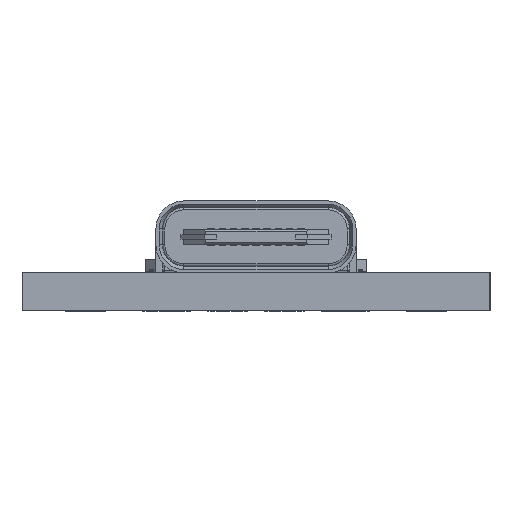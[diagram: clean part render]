
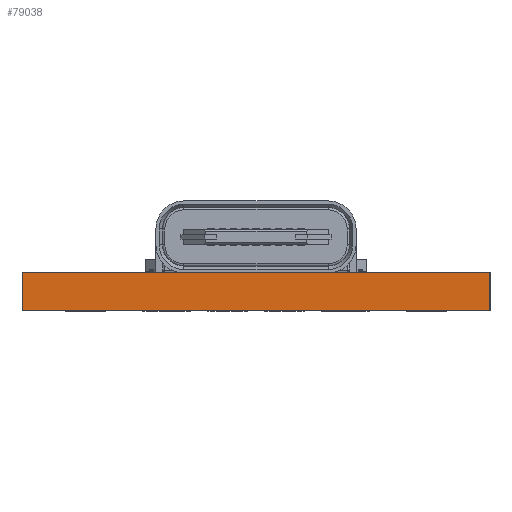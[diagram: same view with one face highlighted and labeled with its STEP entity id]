
A CAD part, left-side view. The second image highlights one B-rep face of the part: STEP entity #79038.
In plain terms, the highlighted planar face has unit normal (-1, 0, 0).
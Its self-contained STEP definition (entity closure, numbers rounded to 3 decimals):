
#9554=FACE_OUTER_BOUND('',#14189,.T.);
#14189=EDGE_LOOP('',(#59764,#59765,#59766,#59767));
#20586=LINE('',#114445,#27845);
#20587=LINE('',#114448,#27846);
#20588=LINE('',#114450,#27847);
#20589=LINE('',#114451,#27848);
#27845=VECTOR('',#93408,10.);
#27846=VECTOR('',#93411,10.);
#27847=VECTOR('',#93412,10.);
#27848=VECTOR('',#93413,10.);
#34839=VERTEX_POINT('',#114441);
#34840=VERTEX_POINT('',#114443);
#34841=VERTEX_POINT('',#114447);
#34842=VERTEX_POINT('',#114449);
#44032=EDGE_CURVE('',#34839,#34840,#20586,.T.);
#44033=EDGE_CURVE('',#34839,#34841,#20587,.T.);
#44034=EDGE_CURVE('',#34842,#34840,#20588,.T.);
#44035=EDGE_CURVE('',#34841,#34842,#20589,.T.);
#59764=ORIENTED_EDGE('',*,*,#44033,.F.);
#59765=ORIENTED_EDGE('',*,*,#44032,.T.);
#59766=ORIENTED_EDGE('',*,*,#44034,.F.);
#59767=ORIENTED_EDGE('',*,*,#44035,.F.);
#76106=PLANE('',#84384);
#79038=ADVANCED_FACE('',(#9554),#76106,.T.);
#84384=AXIS2_PLACEMENT_3D('',#114446,#93409,#93410);
#93408=DIRECTION('',(0.,0.,1.));
#93409=DIRECTION('center_axis',(-1.,0.,0.));
#93410=DIRECTION('ref_axis',(0.,-1.,0.));
#93411=DIRECTION('',(0.,1.,0.));
#93412=DIRECTION('',(0.,-1.,0.));
#93413=DIRECTION('',(0.,0.,1.));
#114441=CARTESIAN_POINT('',(-26.5,-10.45,0.));
#114443=CARTESIAN_POINT('',(-26.5,-10.45,1.7));
#114445=CARTESIAN_POINT('',(-26.5,-10.45,0.));
#114446=CARTESIAN_POINT('Origin',(-26.5,10.45,0.));
#114447=CARTESIAN_POINT('',(-26.5,10.45,0.));
#114448=CARTESIAN_POINT('',(-26.5,-10.45,0.));
#114449=CARTESIAN_POINT('',(-26.5,10.45,1.7));
#114450=CARTESIAN_POINT('',(-26.5,-10.45,1.7));
#114451=CARTESIAN_POINT('',(-26.5,10.45,0.));
